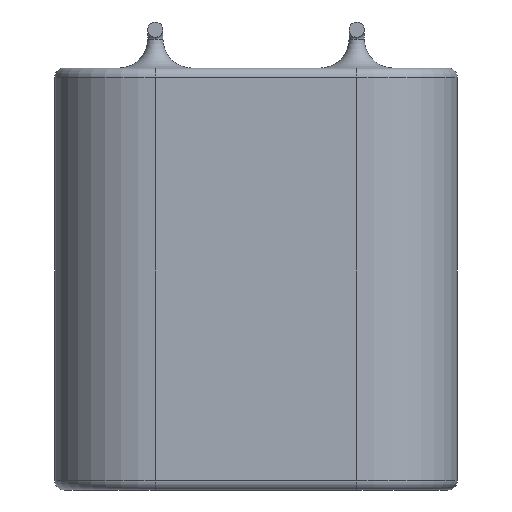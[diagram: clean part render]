
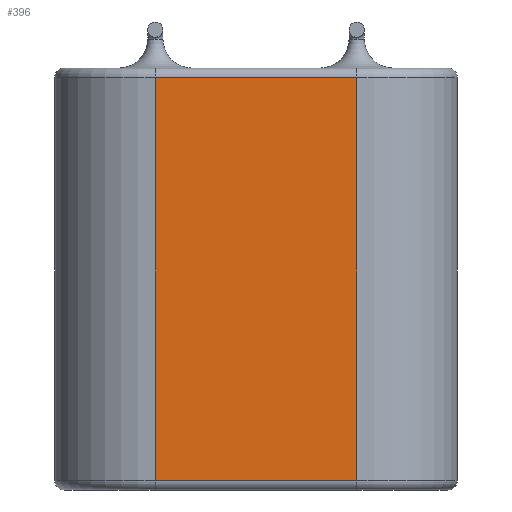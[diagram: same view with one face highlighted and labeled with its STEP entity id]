
A CAD part, front view. The second image highlights one B-rep face of the part: STEP entity #396.
In plain terms, the highlighted planar face has unit normal (0, -1, 0).
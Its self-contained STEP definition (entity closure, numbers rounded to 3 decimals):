
#178 = EDGE_CURVE ( 'NONE', #1520, #1350, #983, .T. ) ;
#210 = LINE ( 'NONE', #350, #933 ) ;
#241 = CARTESIAN_POINT ( 'NONE',  ( 0., -5.25, -22. ) ) ;
#251 = VERTEX_POINT ( 'NONE', #891 ) ;
#284 = VECTOR ( 'NONE', #1398, 1000. ) ;
#350 = CARTESIAN_POINT ( 'NONE',  ( 0., -5.25, -0.5 ) ) ;
#385 = PLANE ( 'NONE',  #477 ) ;
#386 = DIRECTION ( 'NONE',  ( 0., 0., 1. ) ) ;
#396 = ADVANCED_FACE ( 'NONE', ( #1774 ), #385, .T. ) ;
#430 = VECTOR ( 'NONE', #386, 1000. ) ;
#464 = CARTESIAN_POINT ( 'NONE',  ( 0., -5.25, -21.5 ) ) ;
#477 = AXIS2_PLACEMENT_3D ( 'NONE', #241, #649, #924 ) ;
#494 = LINE ( 'NONE', #1569, #595 ) ;
#528 = EDGE_CURVE ( 'NONE', #251, #1157, #210, .T. ) ;
#591 = ORIENTED_EDGE ( 'NONE', *, *, #836, .T. ) ;
#595 = VECTOR ( 'NONE', #1166, 1000. ) ;
#649 = DIRECTION ( 'NONE',  ( 0., -1., 0. ) ) ;
#745 = DIRECTION ( 'NONE',  ( -1., 0., 0. ) ) ;
#813 = ORIENTED_EDGE ( 'NONE', *, *, #528, .T. ) ;
#836 = EDGE_CURVE ( 'NONE', #1350, #251, #494, .T. ) ;
#854 = CARTESIAN_POINT ( 'NONE',  ( 10.5, -5.25, -21.5 ) ) ;
#891 = CARTESIAN_POINT ( 'NONE',  ( 10.5, -5.25, -0.5 ) ) ;
#924 = DIRECTION ( 'NONE',  ( 1., 0., 0. ) ) ;
#933 = VECTOR ( 'NONE', #745, 1000. ) ;
#983 = LINE ( 'NONE', #1261, #284 ) ;
#1038 = EDGE_LOOP ( 'NONE', ( #1135, #1572, #591, #813 ) ) ;
#1135 = ORIENTED_EDGE ( 'NONE', *, *, #1195, .F. ) ;
#1157 = VERTEX_POINT ( 'NONE', #1296 ) ;
#1166 = DIRECTION ( 'NONE',  ( 0., 0., 1. ) ) ;
#1195 = EDGE_CURVE ( 'NONE', #1520, #1157, #1732, .T. ) ;
#1261 = CARTESIAN_POINT ( 'NONE',  ( 10.5, -5.25, -21.5 ) ) ;
#1296 = CARTESIAN_POINT ( 'NONE',  ( 0., -5.25, -0.5 ) ) ;
#1350 = VERTEX_POINT ( 'NONE', #854 ) ;
#1398 = DIRECTION ( 'NONE',  ( 1., 0., 0. ) ) ;
#1520 = VERTEX_POINT ( 'NONE', #464 ) ;
#1569 = CARTESIAN_POINT ( 'NONE',  ( 10.5, -5.25, -22. ) ) ;
#1572 = ORIENTED_EDGE ( 'NONE', *, *, #178, .T. ) ;
#1603 = CARTESIAN_POINT ( 'NONE',  ( 0., -5.25, -22. ) ) ;
#1732 = LINE ( 'NONE', #1603, #430 ) ;
#1774 = FACE_OUTER_BOUND ( 'NONE', #1038, .T. ) ;
